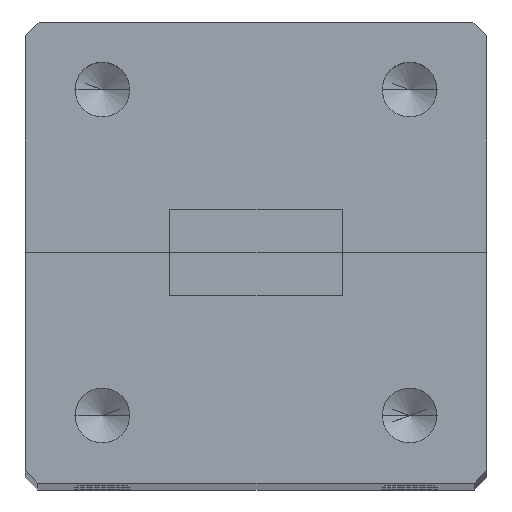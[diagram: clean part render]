
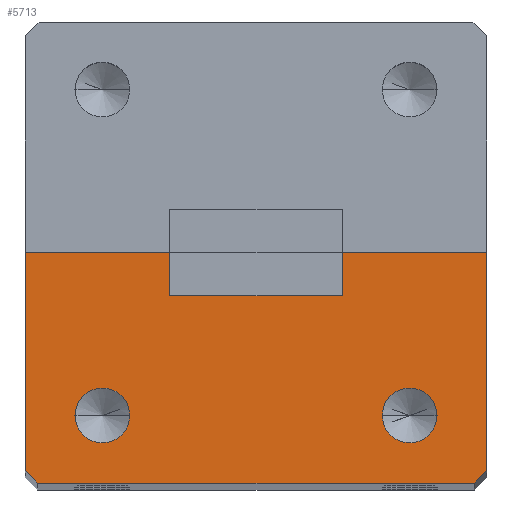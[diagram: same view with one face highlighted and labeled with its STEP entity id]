
A CAD part, top view. The second image highlights one B-rep face of the part: STEP entity #5713.
In plain terms, the highlighted planar face has unit normal (0, 0, 1).
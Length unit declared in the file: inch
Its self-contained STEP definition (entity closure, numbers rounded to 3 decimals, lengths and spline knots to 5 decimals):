
#13 = CARTESIAN_POINT ( 'NONE',  ( -0.375, -0.1875, 3.25 ) ) ;
#340 = LINE ( 'NONE', #14407, #22996 ) ;
#557 = CARTESIAN_POINT ( 'NONE',  ( 0.2945, -0.0775, 3.25 ) ) ;
#707 = CARTESIAN_POINT ( 'NONE',  ( -0.14, 0.1875, 3.25 ) ) ;
#1141 = CARTESIAN_POINT ( 'NONE',  ( 0.27125, -0.27125, 3.25 ) ) ;
#1631 = CIRCLE ( 'NONE', #11723, 0.0445 ) ;
#1848 = CARTESIAN_POINT ( 'NONE',  ( 0.355, -0.1875, 3.25 ) ) ;
#1975 = ORIENTED_EDGE ( 'NONE', *, *, #11129, .F. ) ;
#2044 = LINE ( 'NONE', #2542, #10262 ) ;
#2059 = ORIENTED_EDGE ( 'NONE', *, *, #6499, .T. ) ;
#2353 = CIRCLE ( 'NONE', #18617, 0.0445 ) ;
#2395 = LINE ( 'NONE', #1141, #4780 ) ;
#2420 = EDGE_CURVE ( 'NONE', #16198, #25264, #2395, .T. ) ;
#2476 = EDGE_CURVE ( 'NONE', #12662, #21561, #340, .T. ) ;
#2542 = CARTESIAN_POINT ( 'NONE',  ( -0.375, 0.1875, 3.25 ) ) ;
#2710 = EDGE_CURVE ( 'NONE', #20586, #15367, #14524, .T. ) ;
#2717 = LINE ( 'NONE', #20833, #10924 ) ;
#2759 = CARTESIAN_POINT ( 'NONE',  ( -0.375, 0.1875, 3.25 ) ) ;
#2793 = FACE_OUTER_BOUND ( 'NONE', #27756, .T. ) ;
#2872 = DIRECTION ( 'NONE',  ( 0., 0., 1. ) ) ;
#3182 = CARTESIAN_POINT ( 'NONE',  ( -0.14, 0.1175, 3.25 ) ) ;
#3304 = ORIENTED_EDGE ( 'NONE', *, *, #2710, .F. ) ;
#3350 = DIRECTION ( 'NONE',  ( -1., 0., 0. ) ) ;
#3552 = VERTEX_POINT ( 'NONE', #27207 ) ;
#3953 = VERTEX_POINT ( 'NONE', #22449 ) ;
#4082 = CARTESIAN_POINT ( 'NONE',  ( -0.355, -0.1875, 3.25 ) ) ;
#4108 = VERTEX_POINT ( 'NONE', #10154 ) ;
#4402 = ORIENTED_EDGE ( 'NONE', *, *, #2420, .T. ) ;
#4780 = VECTOR ( 'NONE', #20714, 39.37008 ) ;
#5465 = DIRECTION ( 'NONE',  ( 0.707, -0.707, 0. ) ) ;
#5476 = VECTOR ( 'NONE', #19414, 39.37008 ) ;
#5713 = ADVANCED_FACE ( 'NONE', ( #2793, #21658, #7921 ), #28267, .T. ) ;
#6090 = ORIENTED_EDGE ( 'NONE', *, *, #7526, .F. ) ;
#6167 = CARTESIAN_POINT ( 'NONE',  ( -0.375, -0.1675, 3.25 ) ) ;
#6328 = CARTESIAN_POINT ( 'NONE',  ( 0.375, 0.1875, 3.25 ) ) ;
#6499 = EDGE_CURVE ( 'NONE', #3953, #3552, #2044, .T. ) ;
#6918 = CARTESIAN_POINT ( 'NONE',  ( -0.25, -0.0775, 3.25 ) ) ;
#7047 = EDGE_CURVE ( 'NONE', #20700, #11954, #2717, .T. ) ;
#7212 = CIRCLE ( 'NONE', #25019, 0.0445 ) ;
#7392 = ORIENTED_EDGE ( 'NONE', *, *, #8913, .T. ) ;
#7421 = AXIS2_PLACEMENT_3D ( 'NONE', #17162, #21937, #19370 ) ;
#7526 = EDGE_CURVE ( 'NONE', #24895, #19301, #1631, .T. ) ;
#7921 = FACE_BOUND ( 'NONE', #23520, .T. ) ;
#8687 = CIRCLE ( 'NONE', #26374, 0.0445 ) ;
#8757 = EDGE_LOOP ( 'NONE', ( #6090, #1975 ) ) ;
#8913 = EDGE_CURVE ( 'NONE', #20586, #12662, #18087, .T. ) ;
#9597 = DIRECTION ( 'NONE',  ( 1., 0., 0. ) ) ;
#9767 = CARTESIAN_POINT ( 'NONE',  ( -0.14, 0.1175, 3.25 ) ) ;
#9977 = EDGE_CURVE ( 'NONE', #14876, #4108, #7212, .T. ) ;
#10154 = CARTESIAN_POINT ( 'NONE',  ( -0.2055, -0.0775, 3.25 ) ) ;
#10262 = VECTOR ( 'NONE', #20195, 39.37008 ) ;
#10290 = EDGE_CURVE ( 'NONE', #25264, #3953, #15835, .T. ) ;
#10393 = VECTOR ( 'NONE', #20986, 39.37008 ) ;
#10924 = VECTOR ( 'NONE', #5465, 39.37008 ) ;
#11129 = EDGE_CURVE ( 'NONE', #19301, #24895, #2353, .T. ) ;
#11705 = DIRECTION ( 'NONE',  ( 0., 1., 0. ) ) ;
#11723 = AXIS2_PLACEMENT_3D ( 'NONE', #20520, #2872, #13817 ) ;
#11736 = DIRECTION ( 'NONE',  ( 0., 0., 1. ) ) ;
#11954 = VERTEX_POINT ( 'NONE', #4082 ) ;
#12002 = DIRECTION ( 'NONE',  ( 0., 0., 1. ) ) ;
#12662 = VERTEX_POINT ( 'NONE', #707 ) ;
#13069 = VECTOR ( 'NONE', #15572, 39.37008 ) ;
#13203 = CARTESIAN_POINT ( 'NONE',  ( 0.375, -0.1675, 3.25 ) ) ;
#13287 = CARTESIAN_POINT ( 'NONE',  ( 0.14, 0.1175, 3.25 ) ) ;
#13332 = CARTESIAN_POINT ( 'NONE',  ( 0.2055, -0.0775, 3.25 ) ) ;
#13657 = ORIENTED_EDGE ( 'NONE', *, *, #24139, .T. ) ;
#13817 = DIRECTION ( 'NONE',  ( 1., 0., 0. ) ) ;
#14407 = CARTESIAN_POINT ( 'NONE',  ( -0.375, 0.1875, 3.25 ) ) ;
#14524 = LINE ( 'NONE', #23989, #17927 ) ;
#14604 = ORIENTED_EDGE ( 'NONE', *, *, #19142, .F. ) ;
#14876 = VERTEX_POINT ( 'NONE', #17546 ) ;
#15367 = VERTEX_POINT ( 'NONE', #13287 ) ;
#15572 = DIRECTION ( 'NONE',  ( 0., -1., 0. ) ) ;
#15835 = LINE ( 'NONE', #6328, #5476 ) ;
#16198 = VERTEX_POINT ( 'NONE', #1848 ) ;
#16310 = ORIENTED_EDGE ( 'NONE', *, *, #10290, .T. ) ;
#16574 = CARTESIAN_POINT ( 'NONE',  ( 0.14, 0.1175, 3.25 ) ) ;
#17162 = CARTESIAN_POINT ( 'NONE',  ( 0., 0., 3.25 ) ) ;
#17193 = DIRECTION ( 'NONE',  ( 1., 0., 0. ) ) ;
#17357 = ORIENTED_EDGE ( 'NONE', *, *, #9977, .F. ) ;
#17546 = CARTESIAN_POINT ( 'NONE',  ( -0.2945, -0.0775, 3.25 ) ) ;
#17863 = LINE ( 'NONE', #13, #24029 ) ;
#17927 = VECTOR ( 'NONE', #21950, 39.37008 ) ;
#18087 = LINE ( 'NONE', #9767, #27362 ) ;
#18617 = AXIS2_PLACEMENT_3D ( 'NONE', #22957, #11736, #9597 ) ;
#18916 = LINE ( 'NONE', #22080, #13069 ) ;
#19142 = EDGE_CURVE ( 'NONE', #4108, #14876, #8687, .T. ) ;
#19301 = VERTEX_POINT ( 'NONE', #13332 ) ;
#19370 = DIRECTION ( 'NONE',  ( 1., 0., 0. ) ) ;
#19414 = DIRECTION ( 'NONE',  ( 0., 1., 0. ) ) ;
#19512 = EDGE_CURVE ( 'NONE', #15367, #3552, #19658, .T. ) ;
#19658 = LINE ( 'NONE', #16574, #10393 ) ;
#19801 = DIRECTION ( 'NONE',  ( 0., 0., 1. ) ) ;
#20195 = DIRECTION ( 'NONE',  ( -1., 0., 0. ) ) ;
#20211 = ORIENTED_EDGE ( 'NONE', *, *, #2476, .T. ) ;
#20520 = CARTESIAN_POINT ( 'NONE',  ( 0.25, -0.0775, 3.25 ) ) ;
#20586 = VERTEX_POINT ( 'NONE', #3182 ) ;
#20700 = VERTEX_POINT ( 'NONE', #6167 ) ;
#20714 = DIRECTION ( 'NONE',  ( 0.707, 0.707, 0. ) ) ;
#20833 = CARTESIAN_POINT ( 'NONE',  ( -0.27125, -0.27125, 3.25 ) ) ;
#20986 = DIRECTION ( 'NONE',  ( 0., 1., 0. ) ) ;
#21006 = DIRECTION ( 'NONE',  ( 1., 0., 0. ) ) ;
#21561 = VERTEX_POINT ( 'NONE', #2759 ) ;
#21658 = FACE_BOUND ( 'NONE', #8757, .T. ) ;
#21937 = DIRECTION ( 'NONE',  ( 0., 0., 1. ) ) ;
#21950 = DIRECTION ( 'NONE',  ( 1., 0., 0. ) ) ;
#22043 = EDGE_CURVE ( 'NONE', #21561, #20700, #18916, .T. ) ;
#22080 = CARTESIAN_POINT ( 'NONE',  ( -0.375, 0.1875, 3.25 ) ) ;
#22094 = DIRECTION ( 'NONE',  ( 1., 0., 0. ) ) ;
#22449 = CARTESIAN_POINT ( 'NONE',  ( 0.375, 0.1875, 3.25 ) ) ;
#22957 = CARTESIAN_POINT ( 'NONE',  ( 0.25, -0.0775, 3.25 ) ) ;
#22996 = VECTOR ( 'NONE', #3350, 39.37008 ) ;
#23520 = EDGE_LOOP ( 'NONE', ( #14604, #17357 ) ) ;
#23989 = CARTESIAN_POINT ( 'NONE',  ( -0.14, 0.1175, 3.25 ) ) ;
#24029 = VECTOR ( 'NONE', #17193, 39.37008 ) ;
#24139 = EDGE_CURVE ( 'NONE', #11954, #16198, #17863, .T. ) ;
#24490 = ORIENTED_EDGE ( 'NONE', *, *, #19512, .F. ) ;
#24895 = VERTEX_POINT ( 'NONE', #557 ) ;
#25019 = AXIS2_PLACEMENT_3D ( 'NONE', #6918, #19801, #22094 ) ;
#25264 = VERTEX_POINT ( 'NONE', #13203 ) ;
#25442 = CARTESIAN_POINT ( 'NONE',  ( -0.25, -0.0775, 3.25 ) ) ;
#25601 = ORIENTED_EDGE ( 'NONE', *, *, #22043, .T. ) ;
#26374 = AXIS2_PLACEMENT_3D ( 'NONE', #25442, #12002, #21006 ) ;
#27207 = CARTESIAN_POINT ( 'NONE',  ( 0.14, 0.1875, 3.25 ) ) ;
#27350 = ORIENTED_EDGE ( 'NONE', *, *, #7047, .T. ) ;
#27362 = VECTOR ( 'NONE', #11705, 39.37008 ) ;
#27756 = EDGE_LOOP ( 'NONE', ( #7392, #20211, #25601, #27350, #13657, #4402, #16310, #2059, #24490, #3304 ) ) ;
#28267 = PLANE ( 'NONE',  #7421 ) ;
